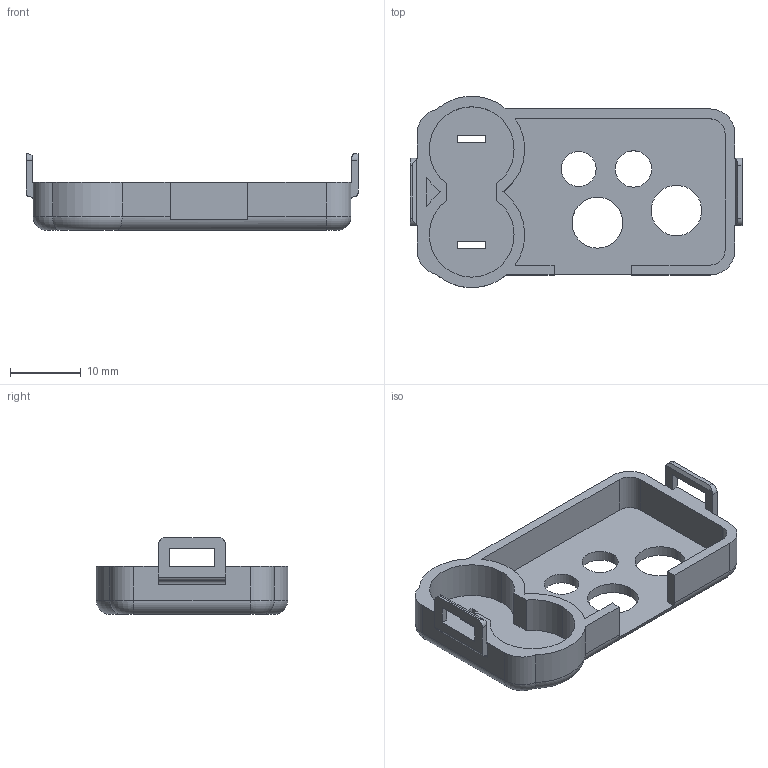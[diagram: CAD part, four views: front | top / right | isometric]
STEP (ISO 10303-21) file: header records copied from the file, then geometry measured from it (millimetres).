
FILE_DESCRIPTION(('CATIA V5 STEP Exchange','CAx-IF Rec.Pracs.--- Model Styling and Organization---1.4--- 2014-01-23'),'2;1');
FILE_NAME('Bottom part.stp','2024-06-20T01:43:58+00:00',('none'),('none'),'CATIA Version 5-6 Release 2018 SP6','CATIA V5 STEP AP214','none');
FILE_SCHEMA(('AUTOMOTIVE_DESIGN { 1 0 10303 214 1 1 1 1 }'));
Length unit declared in the file: millimetre
Products named in the file (1): Bottom part
Bounding box: 47 x 27.07 x 10.9 mm (x, y, z)
Volume: 2543.5 mm3; surface area: 3815.7 mm2
Topology: 1 solids, 1 shells, 91 faces, 275 edges, 186 vertices
Faces by surface type: plane 47, cylinder 38, torus 6
Entity records: 2983 total; most frequent: CARTESIAN_POINT 570, ORIENTED_EDGE 550, DIRECTION 393, EDGE_CURVE 275, VERTEX_POINT 186, VECTOR 169, LINE 169, AXIS2_PLACEMENT_3D 161
